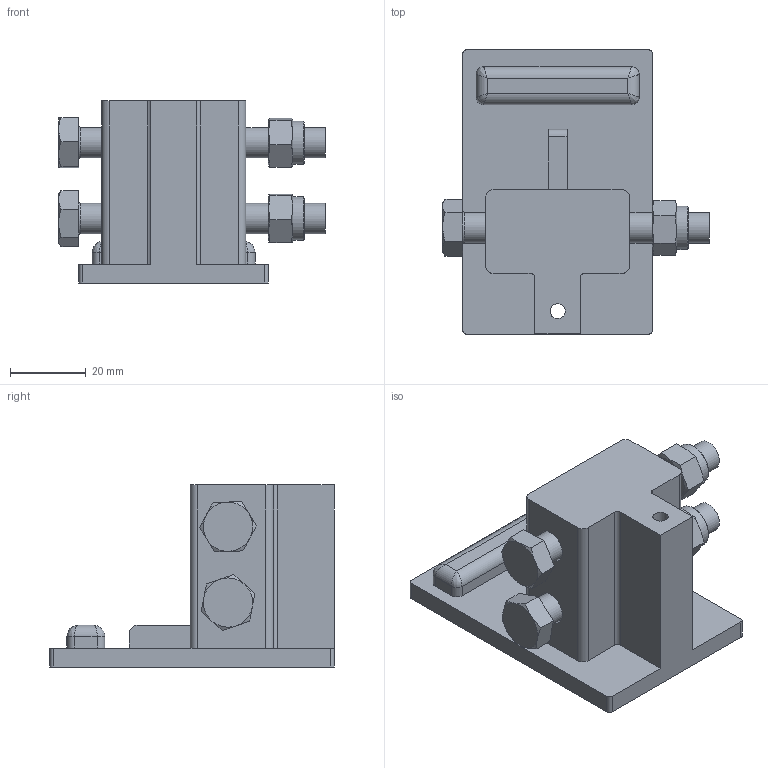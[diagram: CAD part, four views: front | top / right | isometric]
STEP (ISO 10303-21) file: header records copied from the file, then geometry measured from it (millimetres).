
FILE_DESCRIPTION(/* description */ ('ETA-3 SINGLE END STOP (85005356)'),/* implementation_level */ '2;1');
FILE_NAME(/* name */ '20133.stp',/* time_stamp */ '2020-12-18T14:17:25-05:00',/* author */ ('mnhhw'),/* organization */ (''),/* preprocessor_version */ 'ST-DEVELOPER v17',/* originating_system */ 'Autodesk Inventor 2019',/* authorisation */ '');
FILE_SCHEMA (('AUTOMOTIVE_DESIGN { 1 0 10303 214 3 1 1 }'));
Length unit declared in the file: millimetre
Products named in the file (4): 20133; 85005355; GB£¯T5782Áù½ÇÍ·ÂÝ
Ë¨M8¡Á65; GBT889.1-1ÐÍ·Ç½ðÊôÇ¶¼þ
Áù½ÇËø½ôÂÝÄ¸_M8-8
Assembly tree (5 placements, depth 2):
  20133
    85005355
    GB£¯T5782Áù½ÇÍ·ÂÝ
Ë¨M8¡Á65  x2
    GBT889.1-1ÐÍ·Ç½ðÊôÇ¶¼þ
Áù½ÇËø½ôÂÝÄ¸_M8-8  x2
Bounding box: 70.3 x 75 x 48 mm (x, y, z)
Volume: 70027.6 mm3; surface area: 24196.7 mm2
Topology: 5 solids, 5 shells, 535 faces, 1440 edges, 958 vertices
Faces by surface type: plane 327, bspline 158, cylinder 30, cone 18, torus 2
Full cylindrical faces by diameter (mm): 4 x1, 6.917 x2, 8 x4, 8.8 x2, 11.397 x2
Entity records: 24571 total; most frequent: CARTESIAN_POINT 12385, ORIENTED_EDGE 2708, DIRECTION 1791, EDGE_CURVE 1354, LINE 939, VECTOR 939, VERTEX_POINT 902, EDGE_LOOP 554
